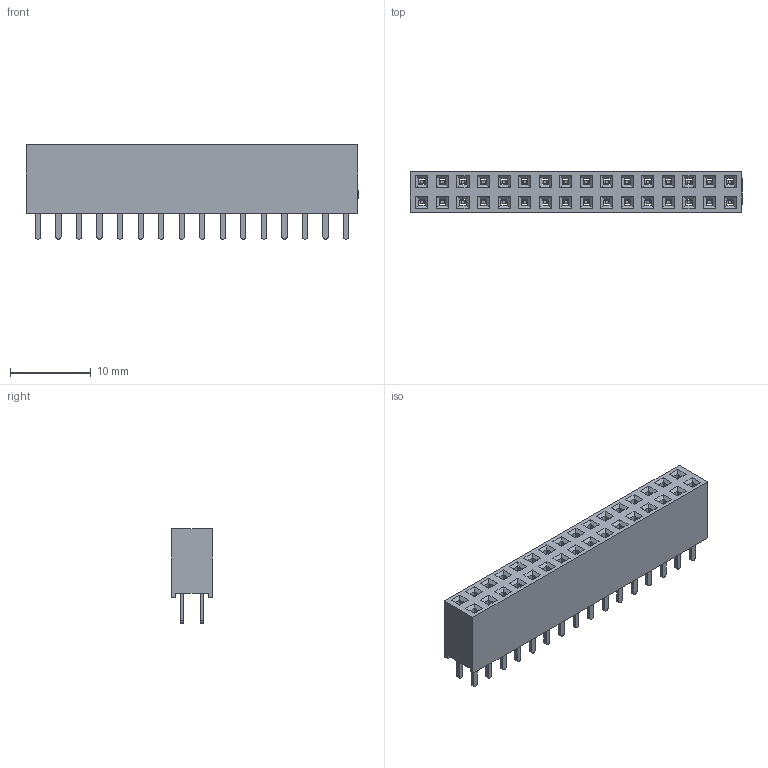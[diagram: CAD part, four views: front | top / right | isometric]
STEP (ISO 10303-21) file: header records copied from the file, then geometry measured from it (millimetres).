
FILE_DESCRIPTION(/* description */ ('Designed by EasyEDA Pro'),/* implementation_level */ '2;1');
FILE_NAME(/* name */ 'PM_2.54_2X16P_LH.step',/* time_stamp */ '2025-03-27T16:12:17+08:00',/* author */ (''),/* organization */ (''),/* preprocessor_version */ 'ST-DEVELOPER v20.1',/* originating_system */ 'Autodesk Translation Framework v14.4.0.0',/* authorisation */ '');
FILE_SCHEMA (('AUTOMOTIVE_DESIGN { 1 0 10303 214 3 1 1 }'));
Length unit declared in the file: millimetre
Products named in the file (3): XID6-PCBModel; XID6-Board; XID6-U1-HDR-TH_32P-P2.54-V-F-R2-C16-S2.54
Assembly tree (2 placements, depth 2):
  XID6-PCBModel
    XID6-Board
    XID6-U1-HDR-TH_32P-P2.54-V-F-R2-C16-S2.54
Bounding box: 41.04 x 5 x 11.7 mm (x, y, z)
Volume: 1476.9 mm3; surface area: 3092.9 mm2
Topology: 1 solids, 1 shells, 1194 faces, 3391 edges, 2218 vertices
Faces by surface type: plane 904, cylinder 192, bspline 98
Entity records: 40338 total; most frequent: CARTESIAN_POINT 7856, ORIENTED_EDGE 6782, DIRECTION 5949, EDGE_CURVE 3391, LINE 2811, VECTOR 2811, VERTEX_POINT 2218, AXIS2_PLACEMENT_3D 1569
